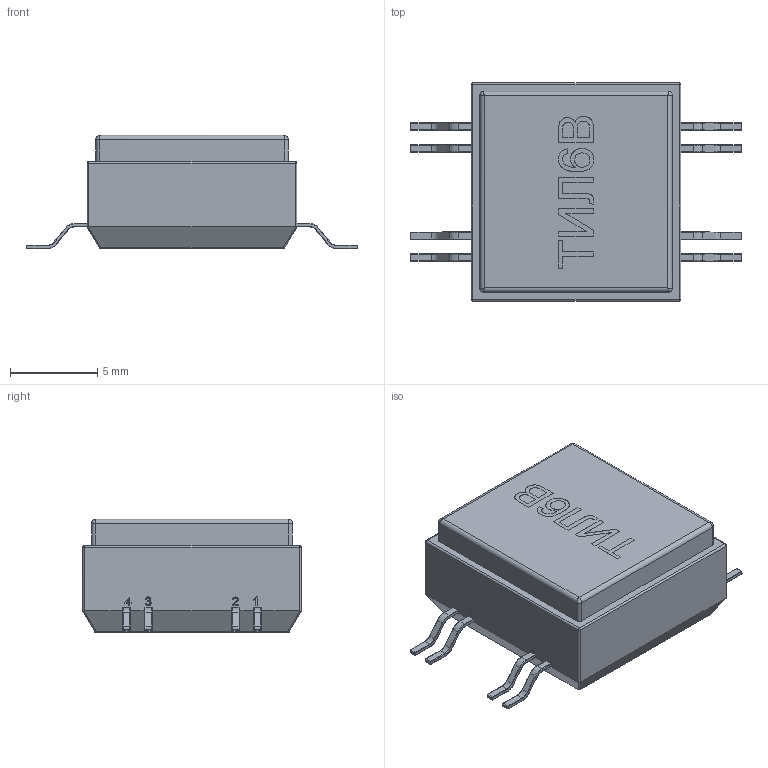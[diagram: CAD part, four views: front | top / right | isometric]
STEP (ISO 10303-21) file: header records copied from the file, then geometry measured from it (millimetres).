
FILE_DESCRIPTION (( 'STEP AP214' ), '1' );
FILE_NAME ('User Library-TIL6V-1.STEP', '2020-06-16T12:55:26', ( '' ), ( '' ), 'SwSTEP 2.0', 'SolidWorks 2019', '' );
FILE_SCHEMA (( 'AUTOMOTIVE_DESIGN' ));
Length unit declared in the file: millimetre
Products named in the file (3): PIN_0.43mm; 扻豵鵨; User Library-TIL6V-1
Assembly tree (9 placements, depth 2):
  User Library-TIL6V-1
    扻豵鵨
    PIN_0.43mm  x8
Bounding box: 19 x 12.5 x 6.5 mm (x, y, z)
Volume: 920.4 mm3; surface area: 618.1 mm2
Topology: 9 solids, 9 shells, 651 faces, 1534 edges, 882 vertices
Faces by surface type: plane 230, cylinder 216, bspline 205
Entity records: 19890 total; most frequent: CARTESIAN_POINT 8369, ORIENTED_EDGE 1700, DIRECTION 1244, EDGE_CURVE 850, VERTEX_POINT 518, VECTOR 492, LINE 492, EDGE_LOOP 378
